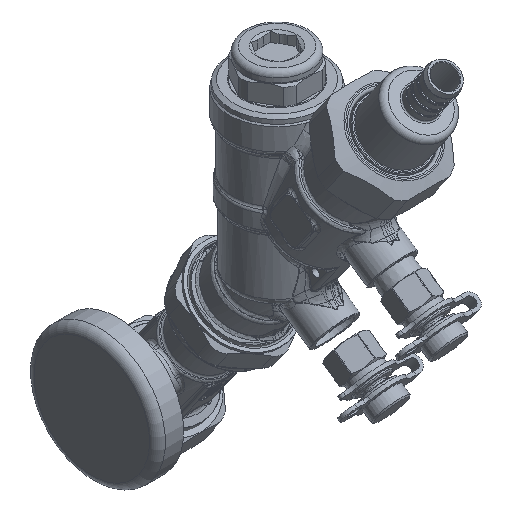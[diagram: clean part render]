
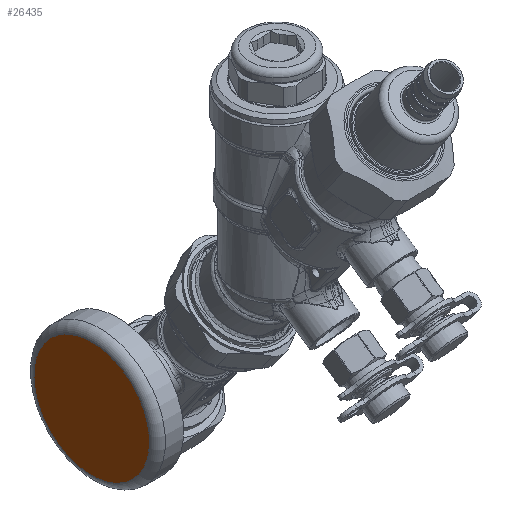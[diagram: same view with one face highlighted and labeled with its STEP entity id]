
A CAD part, isometric view. The second image highlights one B-rep face of the part: STEP entity #26435.
In plain terms, the highlighted planar face has unit normal (-1, 0, 0).
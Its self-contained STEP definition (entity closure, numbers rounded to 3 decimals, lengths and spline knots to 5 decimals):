
#3143=PLANE('',#28416);
#4439=FACE_OUTER_BOUND('',#6132,.T.);
#6132=EDGE_LOOP('',(#21337));
#7498=CIRCLE('',#28410,0.905);
#11118=VERTEX_POINT('',#153122);
#14568=EDGE_CURVE('',#11118,#11118,#7498,.T.);
#21337=ORIENTED_EDGE('',*,*,#14568,.F.);
#26435=ADVANCED_FACE('',(#4439),#3143,.T.);
#28410=AXIS2_PLACEMENT_3D('',#153123,#32683,#32684);
#28416=AXIS2_PLACEMENT_3D('',#153133,#32696,#32697);
#32683=DIRECTION('center_axis',(1.,0.,0.));
#32684=DIRECTION('ref_axis',(0.,-0.574,0.819));
#32696=DIRECTION('center_axis',(-1.,0.,0.));
#32697=DIRECTION('ref_axis',(0.,0.574,-0.819));
#153122=CARTESIAN_POINT('',(-1.4924,0.88937,-3.66992));
#153123=CARTESIAN_POINT('Origin',(-1.4924,1.40846,-4.41125));
#153133=CARTESIAN_POINT('Origin',(-1.4924,1.40846,-4.41125));
